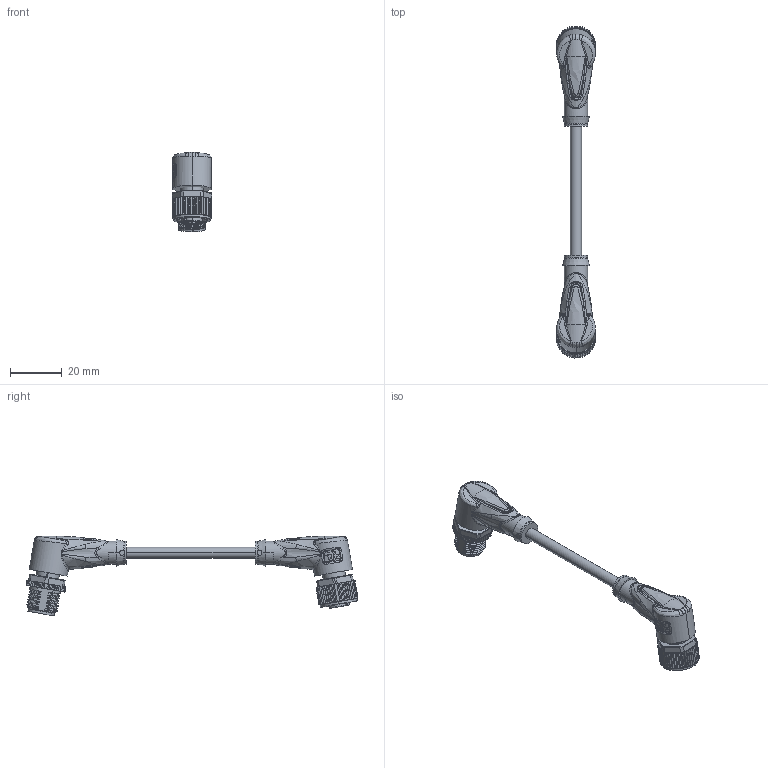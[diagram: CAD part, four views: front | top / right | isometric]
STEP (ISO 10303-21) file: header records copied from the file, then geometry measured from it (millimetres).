
FILE_DESCRIPTION(('STEP AP214'),'1');
FILE_NAME('cctmp_10EBD0F0-8775-4B0C-B3B8-F3404B18FF3D_2022_04_27_10_44_54_0254..stp','2022-04-27T08:45:06',('KiM GmbH'),('CADClick - www.CADClick.com'),'Spatial InterOp 3D postprocessed',' ','unknown authorization');
FILE_SCHEMA(('AUTOMOTIVE_DESIGN'));
Length unit declared in the file: millimetre
Products named in the file (10): Connection2; Connection2_2; Connection2_1; T195925_1; Cable; Connection1; Connection1_3; Connection1_2; Connection1_1; T195925
Assembly tree (9 placements, depth 4):
  T195925
    T195925_1
      Connection2
        Connection2_2
        Connection2_1
      Cable
      Connection1
        Connection1_3
        Connection1_2
        Connection1_1
Bounding box: 15.4 x 128.84 x 30.94 mm (x, y, z)
Volume: 12915.5 mm3; surface area: 9729.2 mm2
Topology: 10 solids, 34 shells, 2320 faces, 5991 edges, 3775 vertices
Faces by surface type: plane 984, cylinder 538, bspline 331, torus 320, cone 131, sphere 12, extrusion 4
Entity records: 110759 total; most frequent: CARTESIAN_POINT 49528, ORIENTED_EDGE 11894, DIRECTION 10397, EDGE_CURVE 5969, VERTEX_POINT 3775, AXIS2_PLACEMENT_3D 3746, VECTOR 2905, LINE 2901
